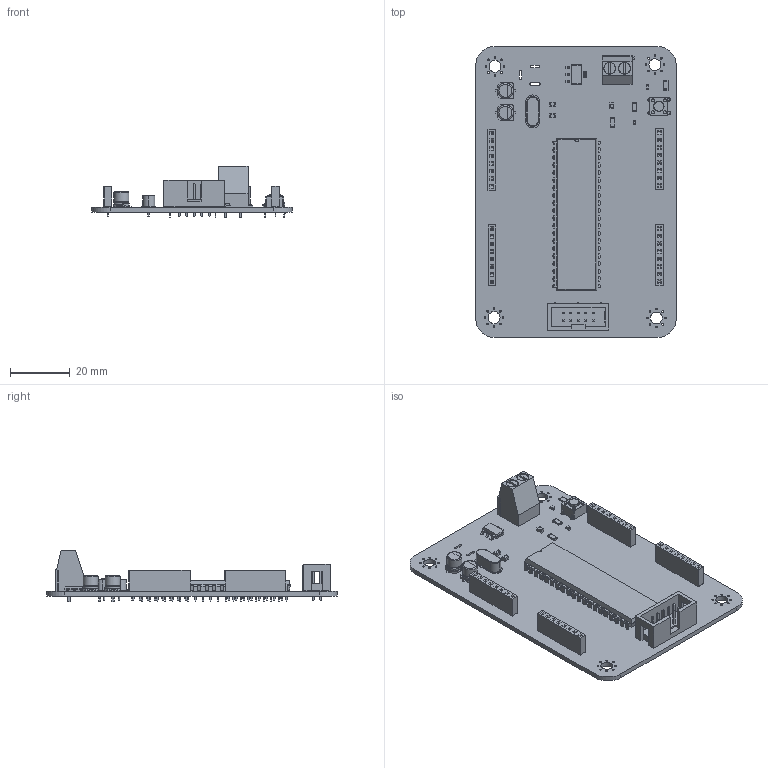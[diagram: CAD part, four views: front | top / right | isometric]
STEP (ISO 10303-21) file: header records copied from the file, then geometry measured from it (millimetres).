
FILE_DESCRIPTION(('FreeCAD Model'),'2;1');
FILE_NAME('Open CASCADE Shape Model','2022-03-30T18:52:21',('Author'),( ''),'Open CASCADE STEP processor 7.5','FreeCAD','Unknown');
FILE_SCHEMA(('AUTOMOTIVE_DESIGN { 1 0 10303 214 1 1 1 1 }'));
Length unit declared in the file: millimetre
Products named in the file (17): ATMEGA32A_PU_V1; Board_Geoms_ca74; Local_CS_ca74; Pcb_ca74; Step_Models_ca74; Top_ca74; C1_C_0805_2012Metric_6209AD0E; C4_CP_Elec_5x53_6209AD58; D1_LED_0603_1608Metric_6209D028; J1_IDC_Header_2x05_P254mm_Vertical_6209AE02; J3_TerminalBlock_Phoenix_MKDS_15_2_1x02_P500mm_Horizontal_6209AE4B; J4_PinSocket_1x08_P254mm_Vertical_6209AE67; R1_R_1206_3216Metric_6209C590; SW1_SW_PUSH_6mm_6209C4E6; U1_DIP-40_W15.24mm_6209AF38; Y1_Crystal_HC49-4H_Vertical_6209AF77; U2_SOT_223_6209B22F
Assembly tree (25 placements, depth 4):
  ATMEGA32A_PU_V1
    Board_Geoms_ca74
      Local_CS_ca74
      Pcb_ca74
    Step_Models_ca74
      Top_ca74
        C1_C_0805_2012Metric_6209AD0E  x3
        C4_CP_Elec_5x53_6209AD58  x2
        D1_LED_0603_1608Metric_6209D028  x2
        J1_IDC_Header_2x05_P254mm_Vertical_6209AE02
        J3_TerminalBlock_Phoenix_MKDS_15_2_1x02_P500mm_Horizontal_6209AE4B
        J4_PinSocket_1x08_P254mm_Vertical_6209AE67  x4
        R1_R_1206_3216Metric_6209C590  x3
        SW1_SW_PUSH_6mm_6209C4E6
        U1_DIP-40_W15.24mm_6209AF38
        Y1_Crystal_HC49-4H_Vertical_6209AF77
        U2_SOT_223_6209B22F
Bounding box: 67.06 x 97.28 x 17.3 mm (x, y, z)
Volume: 16129.4 mm3; surface area: 22147.8 mm2
Topology: 21 solids, 21 shells, 2742 faces, 7186 edges, 4627 vertices
Faces by surface type: plane 2246, cylinder 401, bspline 80, torus 13, revolution 2
Full cylindrical faces by diameter (mm): 0.5 x2, 0.6 x32, 0.8 x42, 1 x52, 1.1 x4, 1.3 x2, 3.5 x1, 3.8 x2, 4 x6, 5 x4
Entity records: 66521 total; most frequent: CARTESIAN_POINT 10198, ORIENTED_EDGE 9356, DIRECTION 8804, EDGE_CURVE 4678, LINE 3885, VECTOR 3885, VERTEX_POINT 2996, AXIS2_PLACEMENT_3D 2459
